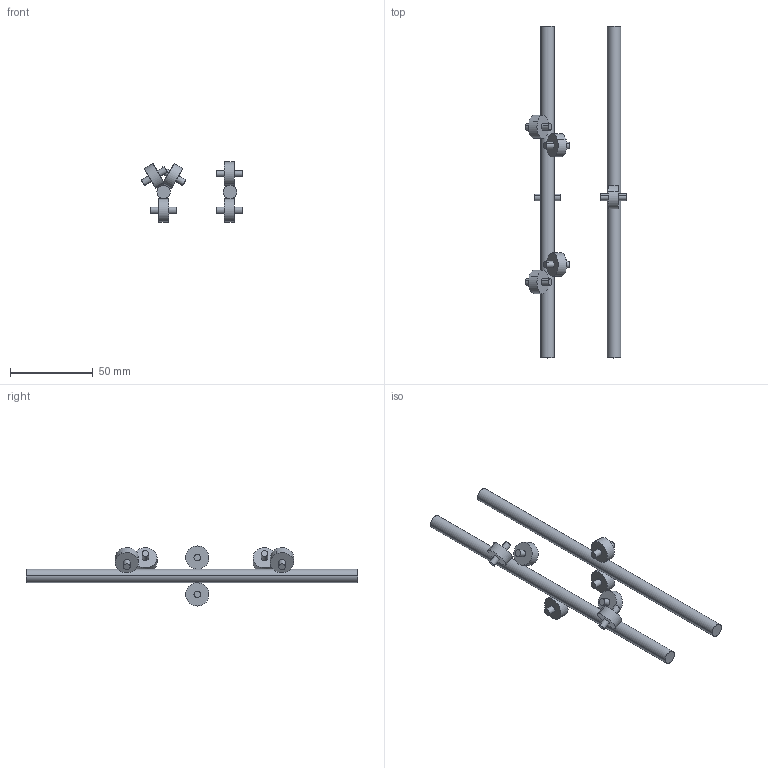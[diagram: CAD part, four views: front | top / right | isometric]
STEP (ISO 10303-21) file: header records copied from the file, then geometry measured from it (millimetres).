
FILE_DESCRIPTION(('CATIA V5 STEP Exchange'),'2;1');
FILE_NAME('7 bearing X carriage.stp','2010-08-22T11:10:40+00:00',('none'),('none'),'CATIA Version 5 Release 16 (IN-10)','CATIA V5 STEP AP203','none');
FILE_SCHEMA(('CONFIG_CONTROL_DESIGN'));
Length unit declared in the file: millimetre
Products named in the file (1): 7 bearing X carriage
Assembly tree (9 placements, depth 2):
  7 bearing X carriage
    #56  x2
    #173  x7
Bounding box: 61.09 x 200 x 36.16 mm (x, y, z)
Volume: 27451.2 mm3; surface area: 15136.2 mm2
Topology: 9 solids, 9 shells, 78 faces, 138 edges, 92 vertices
Faces by surface type: cylinder 46, plane 32
Entity records: 472 total; most frequent: DIRECTION 78, CARTESIAN_POINT 67, ORIENTED_EDGE 48, AXIS2_PLACEMENT_3D 43, EDGE_CURVE 24, CIRCLE 16, EDGE_LOOP 16, VERTEX_POINT 16
